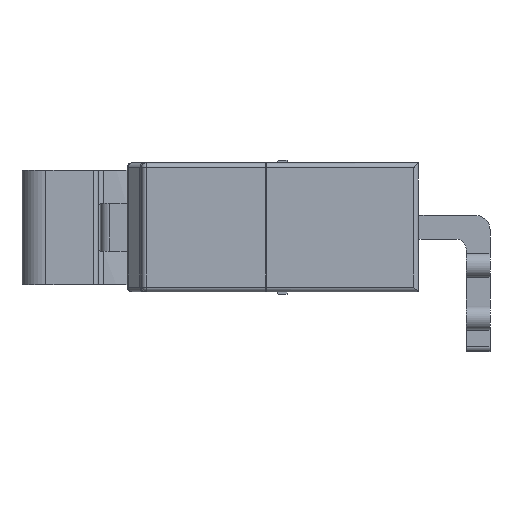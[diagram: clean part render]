
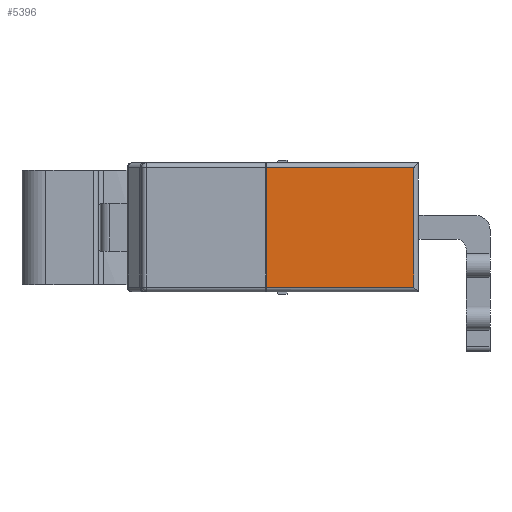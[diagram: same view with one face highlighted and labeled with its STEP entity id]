
A CAD part, left-side view. The second image highlights one B-rep face of the part: STEP entity #5396.
In plain terms, the highlighted planar face has unit normal (-1, 0, 0).
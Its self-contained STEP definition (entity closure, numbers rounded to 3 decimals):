
#287 = ORIENTED_EDGE ( 'NONE', *, *, #17724, .T. ) ;
#411 = LINE ( 'NONE', #5391, #4974 ) ;
#456 = CARTESIAN_POINT ( 'NONE',  ( -4.1, -3.05, 1.35 ) ) ;
#1125 = EDGE_CURVE ( 'NONE', #16374, #6821, #15804, .T. ) ;
#1508 = EDGE_LOOP ( 'NONE', ( #20488, #3830, #6259, #287 ) ) ;
#2011 = DIRECTION ( 'NONE',  ( 1., 0., 0. ) ) ;
#3266 = VERTEX_POINT ( 'NONE', #5991 ) ;
#3830 = ORIENTED_EDGE ( 'NONE', *, *, #1125, .T. ) ;
#4281 = CARTESIAN_POINT ( 'NONE',  ( -4.1, 0.13, -1.25 ) ) ;
#4585 = EDGE_CURVE ( 'NONE', #13151, #6821, #20441, .T. ) ;
#4974 = VECTOR ( 'NONE', #13900, 1000. ) ;
#5391 = CARTESIAN_POINT ( 'NONE',  ( -4.1, -3.05, -1.25 ) ) ;
#5396 = ADVANCED_FACE ( 'NONE', ( #17508 ), #9041, .F. ) ;
#5517 = CARTESIAN_POINT ( 'NONE',  ( -4.1, -2.95, 1.35 ) ) ;
#5624 = DIRECTION ( 'NONE',  ( 0., 0., 1. ) ) ;
#5991 = CARTESIAN_POINT ( 'NONE',  ( -4.1, -2.95, -1.25 ) ) ;
#6259 = ORIENTED_EDGE ( 'NONE', *, *, #4585, .F. ) ;
#6821 = VERTEX_POINT ( 'NONE', #6951 ) ;
#6951 = CARTESIAN_POINT ( 'NONE',  ( -4.1, 0.13, 1.25 ) ) ;
#9041 = PLANE ( 'NONE',  #16464 ) ;
#10374 = CARTESIAN_POINT ( 'NONE',  ( -4.1, 0.13, 1.15 ) ) ;
#10631 = DIRECTION ( 'NONE',  ( 0., 0., -1. ) ) ;
#11198 = VECTOR ( 'NONE', #5624, 1000. ) ;
#12357 = CARTESIAN_POINT ( 'NONE',  ( -4.1, 0.13, 1.25 ) ) ;
#12377 = VECTOR ( 'NONE', #12678, 1000. ) ;
#12678 = DIRECTION ( 'NONE',  ( 0., 1., 0. ) ) ;
#13151 = VERTEX_POINT ( 'NONE', #4281 ) ;
#13900 = DIRECTION ( 'NONE',  ( 0., -1., 0. ) ) ;
#14884 = EDGE_CURVE ( 'NONE', #3266, #16374, #15720, .T. ) ;
#15720 = LINE ( 'NONE', #5517, #11198 ) ;
#15804 = LINE ( 'NONE', #12357, #12377 ) ;
#16374 = VERTEX_POINT ( 'NONE', #17314 ) ;
#16464 = AXIS2_PLACEMENT_3D ( 'NONE', #456, #2011, #10631 ) ;
#17314 = CARTESIAN_POINT ( 'NONE',  ( -4.1, -2.95, 1.25 ) ) ;
#17508 = FACE_OUTER_BOUND ( 'NONE', #1508, .T. ) ;
#17724 = EDGE_CURVE ( 'NONE', #13151, #3266, #411, .T. ) ;
#17970 = VECTOR ( 'NONE', #19219, 1000. ) ;
#19219 = DIRECTION ( 'NONE',  ( 0., 0., 1. ) ) ;
#20441 = LINE ( 'NONE', #10374, #17970 ) ;
#20488 = ORIENTED_EDGE ( 'NONE', *, *, #14884, .T. ) ;
